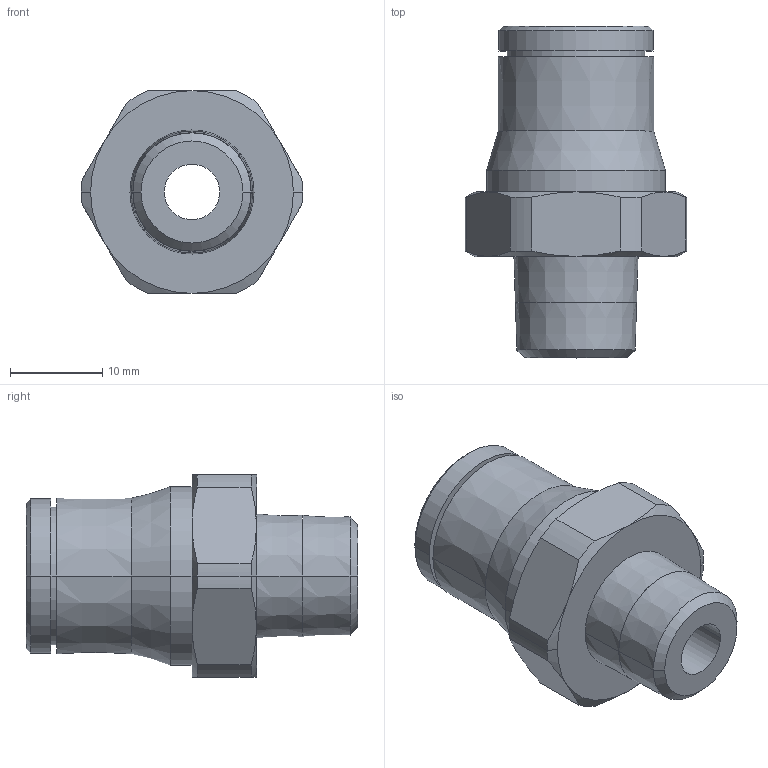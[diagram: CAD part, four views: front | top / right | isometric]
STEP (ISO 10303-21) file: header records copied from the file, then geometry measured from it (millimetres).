
FILE_DESCRIPTION(('STEP AP214'),'1');
FILE_NAME('3805_12_13.stp','2016-07-07T14:27:02',('TraceParts'),('TraceParts S.A.'),'Spatial InterOp 3D',' ',' ');
FILE_SCHEMA(('automotive_design'));
Length unit declared in the file: millimetre
Products named in the file (1): 1
Bounding box: 24 x 36 x 22 mm (x, y, z)
Volume: 5538.9 mm3; surface area: 3883.1 mm2
Topology: 1 solids, 1 shells, 63 faces, 137 edges, 83 vertices
Faces by surface type: cone 30, cylinder 18, plane 15
Entity records: 1766 total; most frequent: CARTESIAN_POINT 380, DIRECTION 313, ORIENTED_EDGE 274, EDGE_CURVE 137, AXIS2_PLACEMENT_3D 136, VERTEX_POINT 83, EDGE_LOOP 72, CIRCLE 72
